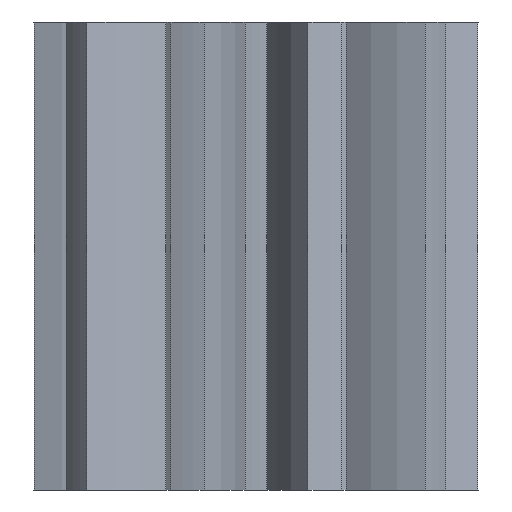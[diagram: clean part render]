
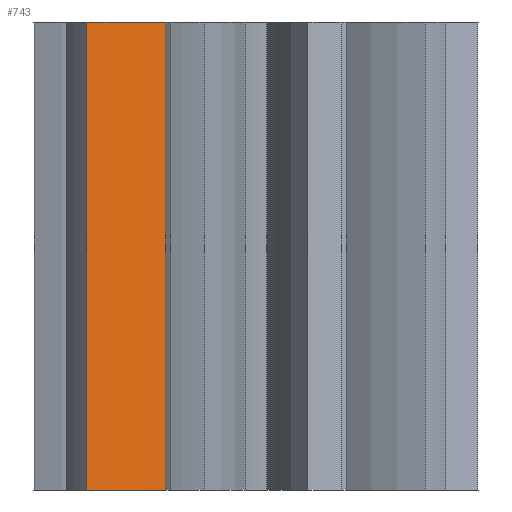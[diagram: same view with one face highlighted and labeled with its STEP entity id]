
A CAD part, left-side view. The second image highlights one B-rep face of the part: STEP entity #743.
In plain terms, the highlighted cylindrical face has radius 5.203 mm (diameter 10.406 mm), a partial arc.
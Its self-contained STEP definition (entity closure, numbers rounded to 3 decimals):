
#19=FACE_OUTER_BOUND('',#61,.T.);
#61=EDGE_LOOP('',(#469,#470,#471,#472));
#101=LINE('',#1217,#141);
#104=LINE('',#1231,#144);
#141=VECTOR('',#931,10.);
#144=VECTOR('',#946,10.);
#185=CIRCLE('',#810,5.203);
#186=CIRCLE('',#811,5.203);
#261=VERTEX_POINT('',#1213);
#263=VERTEX_POINT('',#1216);
#267=VERTEX_POINT('',#1228);
#268=VERTEX_POINT('',#1230);
#342=EDGE_CURVE('',#263,#261,#101,.T.);
#348=EDGE_CURVE('',#267,#261,#185,.T.);
#349=EDGE_CURVE('',#268,#267,#104,.T.);
#350=EDGE_CURVE('',#263,#268,#186,.T.);
#469=ORIENTED_EDGE('',*,*,#348,.F.);
#470=ORIENTED_EDGE('',*,*,#349,.F.);
#471=ORIENTED_EDGE('',*,*,#350,.F.);
#472=ORIENTED_EDGE('',*,*,#342,.T.);
#703=CYLINDRICAL_SURFACE('',#809,5.203);
#743=ADVANCED_FACE('',(#19),#703,.T.);
#809=AXIS2_PLACEMENT_3D('',#1227,#942,#943);
#810=AXIS2_PLACEMENT_3D('',#1229,#944,#945);
#811=AXIS2_PLACEMENT_3D('',#1232,#947,#948);
#931=DIRECTION('',(0.,0.,1.));
#942=DIRECTION('center_axis',(0.,0.,1.));
#943=DIRECTION('ref_axis',(-0.781,-0.625,0.));
#944=DIRECTION('center_axis',(0.,0.,1.));
#945=DIRECTION('ref_axis',(-0.781,-0.625,0.));
#946=DIRECTION('',(0.,0.,1.));
#947=DIRECTION('center_axis',(0.,0.,-1.));
#948=DIRECTION('ref_axis',(-0.781,-0.625,0.));
#1213=CARTESIAN_POINT('',(-2.709,2.314,12.));
#1216=CARTESIAN_POINT('',(-2.709,2.314,0.));
#1217=CARTESIAN_POINT('',(-2.709,2.314,0.));
#1227=CARTESIAN_POINT('Origin',(1.354,5.564,0.));
#1228=CARTESIAN_POINT('',(-3.702,4.334,12.));
#1229=CARTESIAN_POINT('Origin',(1.354,5.564,12.));
#1230=CARTESIAN_POINT('',(-3.702,4.334,0.));
#1231=CARTESIAN_POINT('',(-3.702,4.334,0.));
#1232=CARTESIAN_POINT('Origin',(1.354,5.564,0.));
